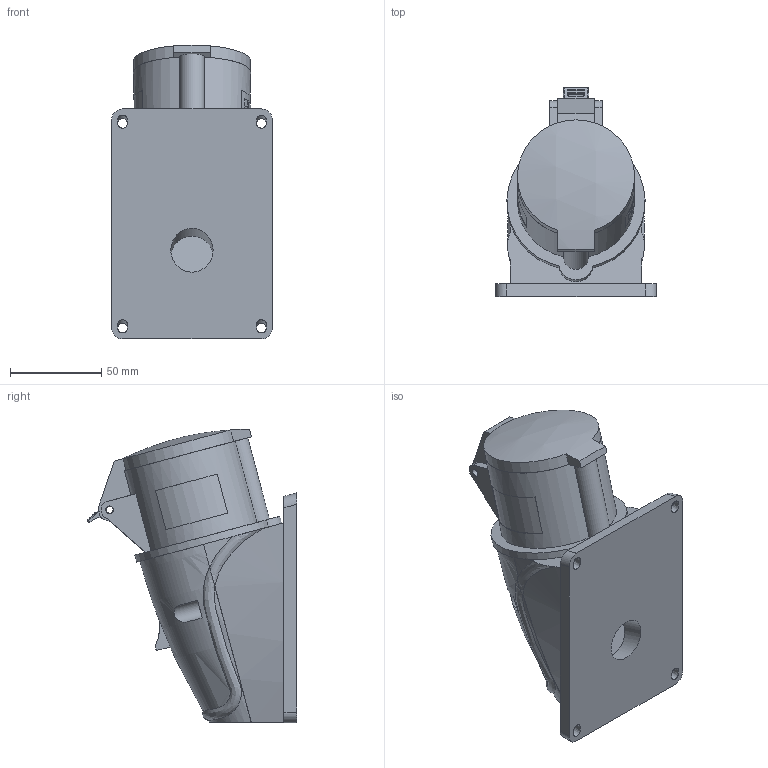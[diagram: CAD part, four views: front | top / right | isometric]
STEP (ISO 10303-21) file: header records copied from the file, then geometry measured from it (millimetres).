
FILE_DESCRIPTION (( 'STEP AP203' ), '1' );
FILE_NAME ('PSN12-032-4 Ðîçåòêà ñòàöèîíàðíàÿ ÑÑÈ-124 32À-6÷_380-415Â 3Ð+ÐÅ IP44 MAGNUM ÈÝÊ.STEP', '2016-11-09T07:11:01', ( '' ), ( '' ), 'SwSTEP 2.0', 'SolidWorks 2014', '' );
FILE_SCHEMA (( 'CONFIG_CONTROL_DESIGN' ));
Length unit declared in the file: millimetre
Products named in the file (1): PSN12-032-4 Ðîçåòêà ñòàöèîíàðíàÿ ÑÑÈ-124 32À-6÷_380-415Â 3Ð+ÐÅ IP44 MAGNUM ÈÝÊ
Bounding box: 88 x 114.53 x 160.87 mm (x, y, z)
Volume: 314387.4 mm3; surface area: 133709.3 mm2
Topology: 2 solids, 4 shells, 479 faces, 1278 edges, 849 vertices
Faces by surface type: plane 301, cylinder 115, bspline 40, sphere 9, torus 8, cone 6
Full cylindrical faces by diameter (mm): 3.8 x1, 4.2 x2, 5 x1, 5.7 x1, 6 x4, 7 x3, 9 x3, 9.15 x1, 10.6 x1, 11.4 x3, 13.4 x1, 23.1 x1, 25 x1, 27.1 x1, 32 x1, 52.3 x1, 53.3 x1, 55.1 x1, 65.4 x1
Entity records: 20784 total; most frequent: CARTESIAN_POINT 9394, ORIENTED_EDGE 2402, DIRECTION 2128, EDGE_CURVE 1201, VERTEX_POINT 821, VECTOR 720, LINE 720, AXIS2_PLACEMENT_3D 704
